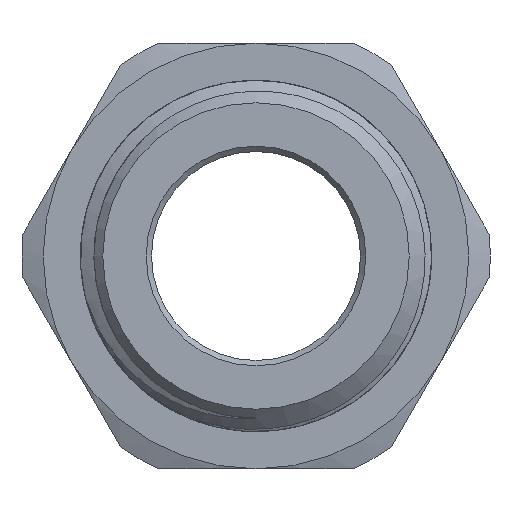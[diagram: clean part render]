
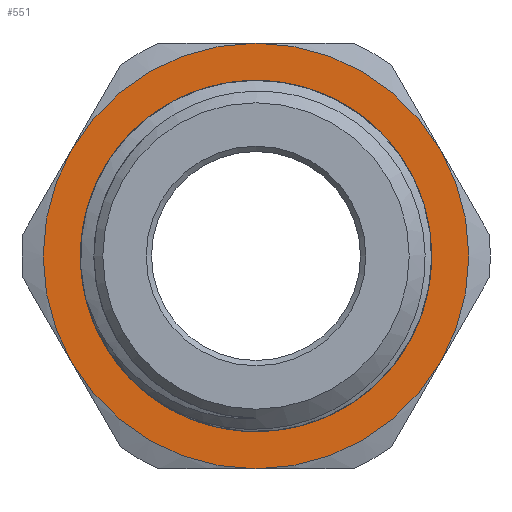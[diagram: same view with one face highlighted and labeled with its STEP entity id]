
A CAD part, left-side view. The second image highlights one B-rep face of the part: STEP entity #551.
In plain terms, the highlighted planar face has unit normal (-1, 0, 0).
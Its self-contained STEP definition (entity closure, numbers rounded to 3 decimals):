
#70=PLANE('',#622);
#87=FACE_BOUND('',#162,.T.);
#123=FACE_OUTER_BOUND('',#161,.T.);
#161=EDGE_LOOP('',(#476,#477,#478,#479,#480,#481));
#162=EDGE_LOOP('',(#482));
#194=CIRCLE('',#599,12.);
#195=CIRCLE('',#601,12.);
#198=CIRCLE('',#605,12.);
#199=CIRCLE('',#607,12.);
#202=CIRCLE('',#611,12.);
#205=CIRCLE('',#621,12.);
#206=CIRCLE('',#623,8.88);
#234=VERTEX_POINT('',#1968);
#240=VERTEX_POINT('',#1989);
#245=VERTEX_POINT('',#2006);
#251=VERTEX_POINT('',#2027);
#258=VERTEX_POINT('',#2052);
#263=VERTEX_POINT('',#2069);
#266=VERTEX_POINT('',#2123);
#332=EDGE_CURVE('',#263,#258,#194,.T.);
#333=EDGE_CURVE('',#251,#263,#195,.T.);
#336=EDGE_CURVE('',#258,#240,#198,.T.);
#337=EDGE_CURVE('',#245,#251,#199,.T.);
#340=EDGE_CURVE('',#240,#234,#202,.T.);
#343=EDGE_CURVE('',#234,#245,#205,.T.);
#344=EDGE_CURVE('',#266,#266,#206,.T.);
#476=ORIENTED_EDGE('',*,*,#336,.F.);
#477=ORIENTED_EDGE('',*,*,#332,.F.);
#478=ORIENTED_EDGE('',*,*,#333,.F.);
#479=ORIENTED_EDGE('',*,*,#337,.F.);
#480=ORIENTED_EDGE('',*,*,#343,.F.);
#481=ORIENTED_EDGE('',*,*,#340,.F.);
#482=ORIENTED_EDGE('',*,*,#344,.T.);
#551=ADVANCED_FACE('',(#123,#87),#70,.T.);
#599=AXIS2_PLACEMENT_3D('',#2099,#714,#715);
#601=AXIS2_PLACEMENT_3D('',#2101,#718,#719);
#605=AXIS2_PLACEMENT_3D('',#2105,#726,#727);
#607=AXIS2_PLACEMENT_3D('',#2107,#730,#731);
#611=AXIS2_PLACEMENT_3D('',#2111,#738,#739);
#621=AXIS2_PLACEMENT_3D('',#2121,#758,#759);
#622=AXIS2_PLACEMENT_3D('',#2122,#760,#761);
#623=AXIS2_PLACEMENT_3D('',#2124,#762,#763);
#714=DIRECTION('center_axis',(1.,0.,0.));
#715=DIRECTION('ref_axis',(0.,-1.,0.));
#718=DIRECTION('center_axis',(1.,0.,0.));
#719=DIRECTION('ref_axis',(0.,-1.,0.));
#726=DIRECTION('center_axis',(1.,0.,0.));
#727=DIRECTION('ref_axis',(0.,-1.,0.));
#730=DIRECTION('center_axis',(1.,0.,0.));
#731=DIRECTION('ref_axis',(0.,-1.,0.));
#738=DIRECTION('center_axis',(1.,0.,0.));
#739=DIRECTION('ref_axis',(0.,-1.,0.));
#758=DIRECTION('center_axis',(1.,0.,0.));
#759=DIRECTION('ref_axis',(0.,-1.,0.));
#760=DIRECTION('center_axis',(-1.,0.,0.));
#761=DIRECTION('ref_axis',(0.,0.,1.));
#762=DIRECTION('center_axis',(1.,0.,0.));
#763=DIRECTION('ref_axis',(0.,0.,-1.));
#1968=CARTESIAN_POINT('',(-5.03,0.,12.));
#1989=CARTESIAN_POINT('',(-5.03,10.392,6.));
#2006=CARTESIAN_POINT('',(-5.03,-10.392,6.));
#2027=CARTESIAN_POINT('',(-5.03,-10.392,-6.));
#2052=CARTESIAN_POINT('',(-5.03,10.392,-6.));
#2069=CARTESIAN_POINT('',(-5.03,0.,-12.));
#2099=CARTESIAN_POINT('Origin',(-5.03,0.,0.));
#2101=CARTESIAN_POINT('Origin',(-5.03,0.,0.));
#2105=CARTESIAN_POINT('Origin',(-5.03,0.,0.));
#2107=CARTESIAN_POINT('Origin',(-5.03,0.,0.));
#2111=CARTESIAN_POINT('Origin',(-5.03,0.,0.));
#2121=CARTESIAN_POINT('Origin',(-5.03,0.,0.));
#2122=CARTESIAN_POINT('Origin',(-5.03,13.2,0.));
#2123=CARTESIAN_POINT('',(-5.03,8.88,0.));
#2124=CARTESIAN_POINT('Origin',(-5.03,0.,0.));
